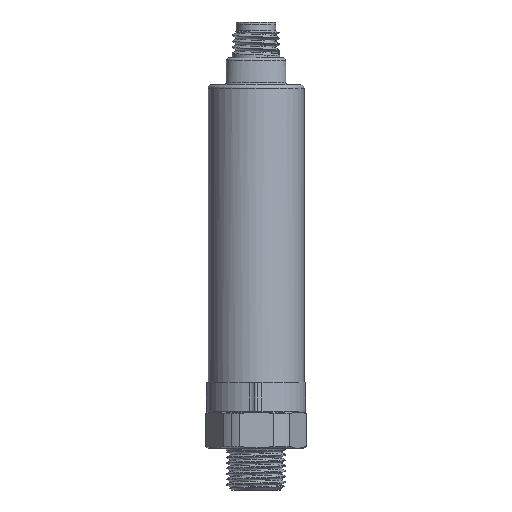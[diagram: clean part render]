
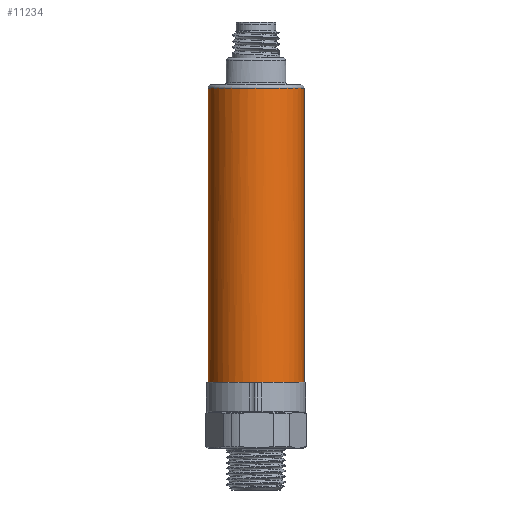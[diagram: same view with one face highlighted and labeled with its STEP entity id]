
A CAD part, front view. The second image highlights one B-rep face of the part: STEP entity #11234.
In plain terms, the highlighted cylindrical face has radius 8 mm (diameter 16 mm), a partial arc.
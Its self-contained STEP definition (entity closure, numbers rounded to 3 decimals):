
#1365 = DIRECTION ( 'NONE',  ( -1., 0., 0. ) ) ;
#1366 = DIRECTION ( 'NONE',  ( 0., 0., 1. ) ) ;
#1367 = CARTESIAN_POINT ( 'NONE',  ( 0., 0., 7.4 ) ) ;
#1368 = AXIS2_PLACEMENT_3D ( 'NONE', #1367, #1366, #1365 ) ;
#1369 = CIRCLE ( 'NONE', #1368, 8. ) ;
#1441 = CARTESIAN_POINT ( 'NONE',  ( 0.97, -7.941, 7.4 ) ) ;
#1473 = CARTESIAN_POINT ( 'NONE',  ( 8., 0., 7.4 ) ) ;
#1504 = CARTESIAN_POINT ( 'NONE',  ( 0.97, -7.941, 2.6 ) ) ;
#1547 = DIRECTION ( 'NONE',  ( 1., 0., 0. ) ) ;
#1548 = DIRECTION ( 'NONE',  ( 0., 0., -1. ) ) ;
#1549 = AXIS2_PLACEMENT_3D ( 'NONE', #1555, #1548, #1547 ) ;
#1550 = CIRCLE ( 'NONE', #1549, 8. ) ;
#1555 = CARTESIAN_POINT ( 'NONE',  ( 0., 0., 2.6 ) ) ;
#1571 = CARTESIAN_POINT ( 'NONE',  ( 8., 0., 2.6 ) ) ;
#2704 = DIRECTION ( 'NONE',  ( -0.487, -0.873, 0. ) ) ;
#2705 = DIRECTION ( 'NONE',  ( 0., 0., -1. ) ) ;
#2706 = CARTESIAN_POINT ( 'NONE',  ( 0., 0., 2.5 ) ) ;
#2707 = AXIS2_PLACEMENT_3D ( 'NONE', #2706, #2705, #2704 ) ;
#2708 = CIRCLE ( 'NONE', #2707, 8. ) ;
#2992 = CARTESIAN_POINT ( 'NONE',  ( -3.896, -6.987, 2.5 ) ) ;
#3108 = CARTESIAN_POINT ( 'NONE',  ( -8., 0., 56.5 ) ) ;
#3223 = CARTESIAN_POINT ( 'NONE',  ( 0.119, -7.999, 2.5 ) ) ;
#3236 = DIRECTION ( 'NONE',  ( 0., 0., -1. ) ) ;
#3237 = VECTOR ( 'NONE', #3236, 1000. ) ;
#3238 = CARTESIAN_POINT ( 'NONE',  ( 8., 0., 57. ) ) ;
#3239 = LINE ( 'NONE', #3238, #3237 ) ;
#3240 = CARTESIAN_POINT ( 'NONE',  ( 8., 0., 56.5 ) ) ;
#3410 = CARTESIAN_POINT ( 'NONE',  ( -8., 0., 2.6 ) ) ;
#3411 = DIRECTION ( 'NONE',  ( 0., 0., -1. ) ) ;
#3412 = VECTOR ( 'NONE', #3411, 1000. ) ;
#3413 = CARTESIAN_POINT ( 'NONE',  ( -8., 0., 57. ) ) ;
#3414 = LINE ( 'NONE', #3413, #3412 ) ;
#3416 = CARTESIAN_POINT ( 'NONE',  ( -8., 0., 2.5 ) ) ;
#3456 = CARTESIAN_POINT ( 'NONE',  ( 8., 0., 2.5 ) ) ;
#3457 = DIRECTION ( 'NONE',  ( 0., 0., -1. ) ) ;
#3458 = VECTOR ( 'NONE', #3457, 1000. ) ;
#3459 = CARTESIAN_POINT ( 'NONE',  ( 8., 0., 57. ) ) ;
#3460 = LINE ( 'NONE', #3459, #3458 ) ;
#3478 = DIRECTION ( 'NONE',  ( 0., 0., -1. ) ) ;
#3479 = VECTOR ( 'NONE', #3478, 1000. ) ;
#3480 = CARTESIAN_POINT ( 'NONE',  ( -8., 0., 57. ) ) ;
#3481 = LINE ( 'NONE', #3480, #3479 ) ;
#3482 = CARTESIAN_POINT ( 'NONE',  ( -8., 0., 7.4 ) ) ;
#4365 = CIRCLE ( 'NONE', #4428, 8. ) ;
#4366 = CARTESIAN_POINT ( 'NONE',  ( -0.97, -7.941, 2.6 ) ) ;
#4367 = DIRECTION ( 'NONE',  ( 0., 0., -1. ) ) ;
#4368 = VECTOR ( 'NONE', #4367, 1000. ) ;
#4369 = CARTESIAN_POINT ( 'NONE',  ( -0.97, -7.941, 7.5 ) ) ;
#4370 = LINE ( 'NONE', #4369, #4368 ) ;
#4371 = DIRECTION ( 'NONE',  ( 1., 0., 0. ) ) ;
#4372 = DIRECTION ( 'NONE',  ( 0., 0., 1. ) ) ;
#4373 = CARTESIAN_POINT ( 'NONE',  ( 0., 0., 7.4 ) ) ;
#4374 = AXIS2_PLACEMENT_3D ( 'NONE', #4373, #4372, #4371 ) ;
#4375 = CIRCLE ( 'NONE', #4374, 8. ) ;
#4376 = DIRECTION ( 'NONE',  ( -1., 0., 0. ) ) ;
#4377 = DIRECTION ( 'NONE',  ( 0., 0., -1. ) ) ;
#4378 = AXIS2_PLACEMENT_3D ( 'NONE', #4381, #4377, #4376 ) ;
#4379 = CYLINDRICAL_SURFACE ( 'NONE', #4378, 8. ) ;
#4380 = CARTESIAN_POINT ( 'NONE',  ( -0.97, -7.941, 7.4 ) ) ;
#4381 = CARTESIAN_POINT ( 'NONE',  ( 0., 0., 57. ) ) ;
#4382 = FACE_OUTER_BOUND ( 'NONE', #11235, .T. ) ;
#4403 = DIRECTION ( 'NONE',  ( -1., 0., 0. ) ) ;
#4404 = DIRECTION ( 'NONE',  ( 0., 0., 1. ) ) ;
#4405 = CARTESIAN_POINT ( 'NONE',  ( 0., 0., 2.6 ) ) ;
#4406 = AXIS2_PLACEMENT_3D ( 'NONE', #4405, #4404, #4403 ) ;
#4407 = CIRCLE ( 'NONE', #4406, 8. ) ;
#4408 = DIRECTION ( 'NONE',  ( -0.487, -0.873, 0. ) ) ;
#4409 = DIRECTION ( 'NONE',  ( 0., 0., -1. ) ) ;
#4410 = CARTESIAN_POINT ( 'NONE',  ( 0., 0., 2.5 ) ) ;
#4411 = AXIS2_PLACEMENT_3D ( 'NONE', #4410, #4409, #4408 ) ;
#4412 = CIRCLE ( 'NONE', #4411, 8. ) ;
#4413 = CARTESIAN_POINT ( 'NONE',  ( -6.868, -4.103, 2.5 ) ) ;
#4414 = DIRECTION ( 'NONE',  ( -1., 0., 0. ) ) ;
#4415 = DIRECTION ( 'NONE',  ( 0., 0., 1. ) ) ;
#4416 = CARTESIAN_POINT ( 'NONE',  ( 0., 0., 2.5 ) ) ;
#4417 = AXIS2_PLACEMENT_3D ( 'NONE', #4416, #4415, #4414 ) ;
#4418 = CIRCLE ( 'NONE', #4417, 8. ) ;
#4419 = DIRECTION ( 'NONE',  ( -0.487, -0.873, 0. ) ) ;
#4420 = DIRECTION ( 'NONE',  ( 0., 0., -1. ) ) ;
#4421 = CARTESIAN_POINT ( 'NONE',  ( 0., 0., 2.5 ) ) ;
#4422 = AXIS2_PLACEMENT_3D ( 'NONE', #4421, #4420, #4419 ) ;
#4423 = CIRCLE ( 'NONE', #4422, 8. ) ;
#4424 = CARTESIAN_POINT ( 'NONE',  ( 6.987, -3.896, 2.5 ) ) ;
#4425 = DIRECTION ( 'NONE',  ( -0.487, -0.873, 0. ) ) ;
#4426 = DIRECTION ( 'NONE',  ( 0., 0., -1. ) ) ;
#4427 = CARTESIAN_POINT ( 'NONE',  ( 0., 0., 2.5 ) ) ;
#4428 = AXIS2_PLACEMENT_3D ( 'NONE', #4427, #4426, #4425 ) ;
#4455 = DIRECTION ( 'NONE',  ( 1., 0., 0. ) ) ;
#4456 = DIRECTION ( 'NONE',  ( 0., 0., -1. ) ) ;
#4457 = CARTESIAN_POINT ( 'NONE',  ( 0., 0., 56.5 ) ) ;
#4458 = AXIS2_PLACEMENT_3D ( 'NONE', #4457, #4456, #4455 ) ;
#4459 = CIRCLE ( 'NONE', #4458, 8. ) ;
#4591 = DIRECTION ( 'NONE',  ( 0., 0., -1. ) ) ;
#4592 = VECTOR ( 'NONE', #4591, 1000. ) ;
#4593 = CARTESIAN_POINT ( 'NONE',  ( 0.97, -7.941, 7.5 ) ) ;
#4594 = LINE ( 'NONE', #4593, #4592 ) ;
#10385 = EDGE_CURVE ( 'NONE', #10418, #10439, #1369, .T. ) ;
#10418 = VERTEX_POINT ( 'NONE', #1441 ) ;
#10439 = VERTEX_POINT ( 'NONE', #1473 ) ;
#10454 = VERTEX_POINT ( 'NONE', #1504 ) ;
#10459 = EDGE_CURVE ( 'NONE', #10481, #10454, #1550, .T. ) ;
#10481 = VERTEX_POINT ( 'NONE', #1571 ) ;
#10747 = EDGE_CURVE ( 'NONE', #10854, #10784, #2708, .T. ) ;
#10784 = VERTEX_POINT ( 'NONE', #2992 ) ;
#10820 = VERTEX_POINT ( 'NONE', #3108 ) ;
#10842 = VERTEX_POINT ( 'NONE', #3240 ) ;
#10844 = EDGE_CURVE ( 'NONE', #10842, #10439, #3239, .T. ) ;
#10854 = VERTEX_POINT ( 'NONE', #3223 ) ;
#10885 = VERTEX_POINT ( 'NONE', #3416 ) ;
#10887 = EDGE_CURVE ( 'NONE', #10888, #10885, #3414, .T. ) ;
#10888 = VERTEX_POINT ( 'NONE', #3410 ) ;
#10895 = EDGE_CURVE ( 'NONE', #10481, #10896, #3460, .T. ) ;
#10896 = VERTEX_POINT ( 'NONE', #3456 ) ;
#10907 = VERTEX_POINT ( 'NONE', #3482 ) ;
#10909 = EDGE_CURVE ( 'NONE', #10820, #10907, #3481, .T. ) ;
#11234 = ADVANCED_FACE ( 'NONE', ( #4382 ), #4379, .T. ) ;
#11235 = EDGE_LOOP ( 'NONE', ( #11236, #11237, #11238, #11242, #11244, #11261, #11254, #11255, #11259, #11247, #11248, #11251, #11253, #11310, #11311, #11313 ) ) ;
#11236 = ORIENTED_EDGE ( 'NONE', *, *, #10844, .F. ) ;
#11237 = ORIENTED_EDGE ( 'NONE', *, *, #11265, .T. ) ;
#11238 = ORIENTED_EDGE ( 'NONE', *, *, #10909, .T. ) ;
#11239 = VERTEX_POINT ( 'NONE', #4380 ) ;
#11242 = ORIENTED_EDGE ( 'NONE', *, *, #11243, .T. ) ;
#11243 = EDGE_CURVE ( 'NONE', #10907, #11239, #4375, .T. ) ;
#11244 = ORIENTED_EDGE ( 'NONE', *, *, #11245, .T. ) ;
#11245 = EDGE_CURVE ( 'NONE', #11239, #11246, #4370, .T. ) ;
#11246 = VERTEX_POINT ( 'NONE', #4366 ) ;
#11247 = ORIENTED_EDGE ( 'NONE', *, *, #10747, .F. ) ;
#11248 = ORIENTED_EDGE ( 'NONE', *, *, #11249, .F. ) ;
#11249 = EDGE_CURVE ( 'NONE', #11250, #10854, #4365, .T. ) ;
#11250 = VERTEX_POINT ( 'NONE', #4424 ) ;
#11251 = ORIENTED_EDGE ( 'NONE', *, *, #11252, .F. ) ;
#11252 = EDGE_CURVE ( 'NONE', #10896, #11250, #4423, .T. ) ;
#11253 = ORIENTED_EDGE ( 'NONE', *, *, #10895, .F. ) ;
#11254 = ORIENTED_EDGE ( 'NONE', *, *, #10887, .T. ) ;
#11255 = ORIENTED_EDGE ( 'NONE', *, *, #11256, .T. ) ;
#11256 = EDGE_CURVE ( 'NONE', #10885, #11258, #4418, .T. ) ;
#11258 = VERTEX_POINT ( 'NONE', #4413 ) ;
#11259 = ORIENTED_EDGE ( 'NONE', *, *, #11260, .F. ) ;
#11260 = EDGE_CURVE ( 'NONE', #10784, #11258, #4412, .T. ) ;
#11261 = ORIENTED_EDGE ( 'NONE', *, *, #11262, .F. ) ;
#11262 = EDGE_CURVE ( 'NONE', #10888, #11246, #4407, .T. ) ;
#11265 = EDGE_CURVE ( 'NONE', #10842, #10820, #4459, .T. ) ;
#11310 = ORIENTED_EDGE ( 'NONE', *, *, #10459, .T. ) ;
#11311 = ORIENTED_EDGE ( 'NONE', *, *, #11312, .F. ) ;
#11312 = EDGE_CURVE ( 'NONE', #10418, #10454, #4594, .T. ) ;
#11313 = ORIENTED_EDGE ( 'NONE', *, *, #10385, .T. ) ;
